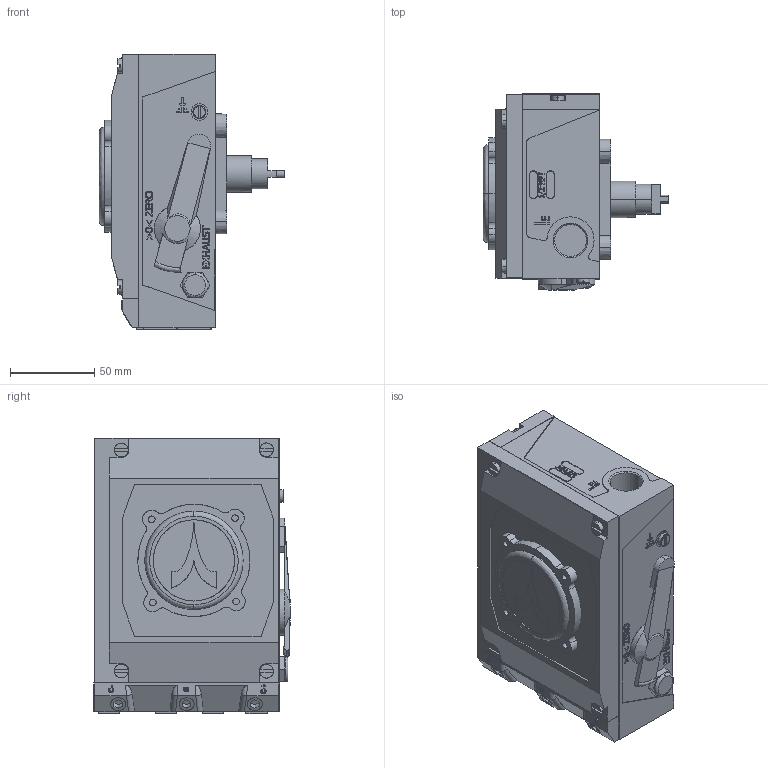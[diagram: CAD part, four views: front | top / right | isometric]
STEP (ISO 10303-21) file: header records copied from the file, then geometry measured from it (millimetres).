
FILE_DESCRIPTION (( 'STEP AP203' ), '1' );
FILE_NAME ('4100.STEP', '2021-01-13T20:10:21', ( '' ), ( '' ), 'SwSTEP 2.0', 'SolidWorks 2019', '' );
FILE_SCHEMA (( 'CONFIG_CONTROL_DESIGN' ));
Length unit declared in the file: inch
Products named in the file (1): 4100
Bounding box: 110.36 x 116.84 x 163.96 mm (x, y, z)
Volume: 1072535.7 mm3; surface area: 96934.3 mm2
Topology: 3 solids, 9 shells, 1565 faces, 4255 edges, 2828 vertices
Faces by surface type: plane 861, bspline 399, cylinder 223, cone 82
Entity records: 61166 total; most frequent: CARTESIAN_POINT 25628, ORIENTED_EDGE 8476, DIRECTION 5291, EDGE_CURVE 4238, VERTEX_POINT 2828, VECTOR 2409, LINE 2409, EDGE_LOOP 1712
